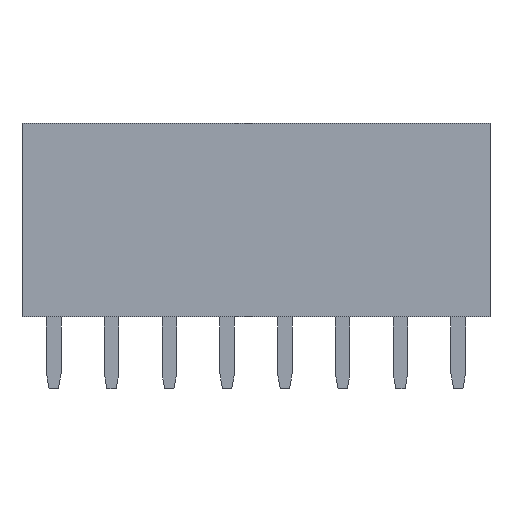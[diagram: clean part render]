
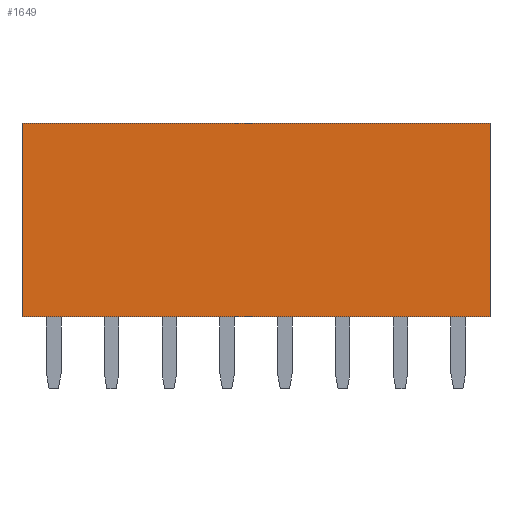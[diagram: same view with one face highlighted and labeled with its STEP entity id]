
A CAD part, front view. The second image highlights one B-rep face of the part: STEP entity #1649.
In plain terms, the highlighted planar face has unit normal (0, -1, 0).
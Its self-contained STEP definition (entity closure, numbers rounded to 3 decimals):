
#1610=CARTESIAN_POINT('',(0.,-1.25,4.25));
#1611=DIRECTION('',(1.,0.,0.));
#1612=DIRECTION('',(0.,-1.,0.));
#1613=AXIS2_PLACEMENT_3D('',#1610,#1612,#1611);
#1614=PLANE('',#1613);
#1615=CARTESIAN_POINT('',(-10.285,-1.25,0.));
#1616=VERTEX_POINT('',#1615);
#1617=CARTESIAN_POINT('',(10.285,-1.25,0.));
#1618=VERTEX_POINT('',#1617);
#1619=CARTESIAN_POINT('',(-10.285,-1.25,0.));
#1620=DIRECTION('',(1.,0.,0.));
#1621=VECTOR('',#1620,20.57);
#1622=LINE('',#1619,#1621);
#1623=EDGE_CURVE('',#1616,#1618,#1622,.T.);
#1624=ORIENTED_EDGE('',*,*,#1623,.T.);
#1625=CARTESIAN_POINT('',(10.285,-1.25,8.5));
#1626=VERTEX_POINT('',#1625);
#1627=CARTESIAN_POINT('',(10.285,-1.25,8.5));
#1628=DIRECTION('',(0.,0.,-1.));
#1629=VECTOR('',#1628,8.5);
#1630=LINE('',#1627,#1629);
#1631=EDGE_CURVE('',#1626,#1618,#1630,.T.);
#1632=ORIENTED_EDGE('',*,*,#1631,.F.);
#1633=CARTESIAN_POINT('',(-10.285,-1.25,8.5));
#1634=VERTEX_POINT('',#1633);
#1635=CARTESIAN_POINT('',(10.285,-1.25,8.5));
#1636=DIRECTION('',(-1.,0.,0.));
#1637=VECTOR('',#1636,20.57);
#1638=LINE('',#1635,#1637);
#1639=EDGE_CURVE('',#1626,#1634,#1638,.T.);
#1640=ORIENTED_EDGE('',*,*,#1639,.T.);
#1641=CARTESIAN_POINT('',(-10.285,-1.25,8.5));
#1642=DIRECTION('',(0.,0.,-1.));
#1643=VECTOR('',#1642,8.5);
#1644=LINE('',#1641,#1643);
#1645=EDGE_CURVE('',#1634,#1616,#1644,.T.);
#1646=ORIENTED_EDGE('',*,*,#1645,.T.);
#1647=EDGE_LOOP('',(#1624,#1632,#1640,#1646));
#1648=FACE_OUTER_BOUND('',#1647,.T.);
#1649=ADVANCED_FACE('',(#1648),#1614,.T.);
